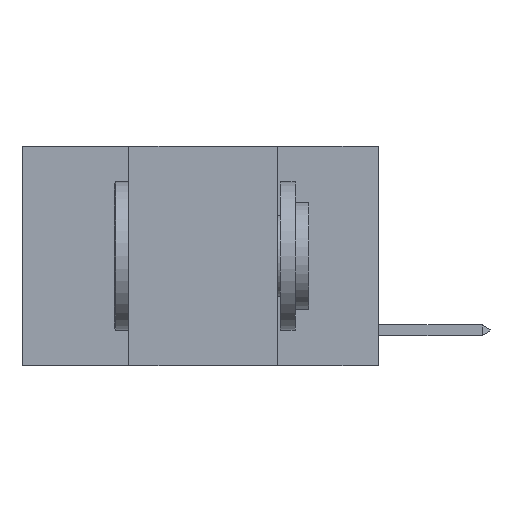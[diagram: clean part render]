
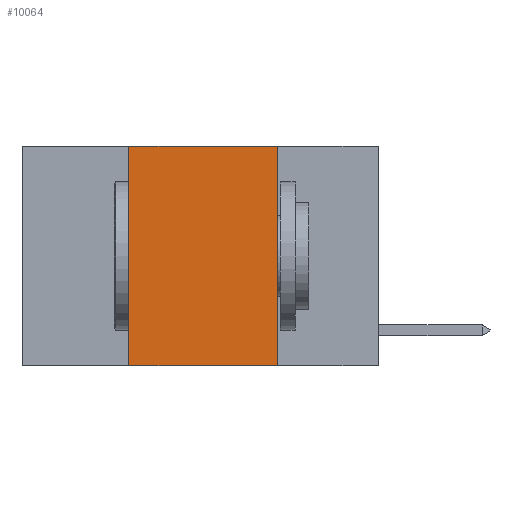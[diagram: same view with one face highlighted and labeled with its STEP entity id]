
A CAD part, left-side view. The second image highlights one B-rep face of the part: STEP entity #10064.
In plain terms, the highlighted planar face has unit normal (-1, 0, 0).
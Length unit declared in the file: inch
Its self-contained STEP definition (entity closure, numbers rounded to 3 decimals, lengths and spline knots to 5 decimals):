
#155 = PLANE ( 'NONE',  #11620 ) ;
#635 = VERTEX_POINT ( 'NONE', #11971 ) ;
#783 = ORIENTED_EDGE ( 'NONE', *, *, #10588, .F. ) ;
#866 = EDGE_CURVE ( 'NONE', #14966, #14727, #2173, .T. ) ;
#1108 = DIRECTION ( 'NONE',  ( 0., 0., 1. ) ) ;
#1560 = VERTEX_POINT ( 'NONE', #14180 ) ;
#1569 = DIRECTION ( 'NONE',  ( 0., -1., 0. ) ) ;
#1937 = DIRECTION ( 'NONE',  ( 0., 0., -1. ) ) ;
#2093 = EDGE_CURVE ( 'NONE', #1560, #635, #9587, .T. ) ;
#2173 = LINE ( 'NONE', #10812, #14697 ) ;
#3176 = EDGE_CURVE ( 'NONE', #1560, #14727, #4369, .T. ) ;
#3277 = ORIENTED_EDGE ( 'NONE', *, *, #2093, .F. ) ;
#4369 = LINE ( 'NONE', #9906, #11011 ) ;
#4593 = ORIENTED_EDGE ( 'NONE', *, *, #866, .F. ) ;
#5101 = DIRECTION ( 'NONE',  ( 1., 0., 0. ) ) ;
#6073 = DIRECTION ( 'NONE',  ( 0., -1., 0. ) ) ;
#6182 = ORIENTED_EDGE ( 'NONE', *, *, #3176, .T. ) ;
#6247 = CARTESIAN_POINT ( 'NONE',  ( 0., 0.17, -0.37 ) ) ;
#6438 = VECTOR ( 'NONE', #1108, 39.37008 ) ;
#7974 = CARTESIAN_POINT ( 'NONE',  ( 0., 0.17, 0. ) ) ;
#8402 = FACE_OUTER_BOUND ( 'NONE', #13400, .T. ) ;
#8707 = CARTESIAN_POINT ( 'NONE',  ( 0., 0.42, 0. ) ) ;
#9587 = LINE ( 'NONE', #8707, #6438 ) ;
#9906 = CARTESIAN_POINT ( 'NONE',  ( 0., 0.6, -0.37 ) ) ;
#10064 = ADVANCED_FACE ( 'NONE', ( #8402 ), #155, .F. ) ;
#10588 = EDGE_CURVE ( 'NONE', #635, #14966, #13458, .T. ) ;
#10812 = CARTESIAN_POINT ( 'NONE',  ( 0., 0.17, 0. ) ) ;
#11011 = VECTOR ( 'NONE', #1569, 39.37008 ) ;
#11620 = AXIS2_PLACEMENT_3D ( 'NONE', #12135, #5101, #13294 ) ;
#11971 = CARTESIAN_POINT ( 'NONE',  ( 0., 0.42, 0. ) ) ;
#12135 = CARTESIAN_POINT ( 'NONE',  ( 0., 0.6, 0. ) ) ;
#13082 = VECTOR ( 'NONE', #6073, 39.37008 ) ;
#13294 = DIRECTION ( 'NONE',  ( 0., 0., -1. ) ) ;
#13400 = EDGE_LOOP ( 'NONE', ( #4593, #783, #3277, #6182 ) ) ;
#13458 = LINE ( 'NONE', #14245, #13082 ) ;
#14180 = CARTESIAN_POINT ( 'NONE',  ( 0., 0.42, -0.37 ) ) ;
#14245 = CARTESIAN_POINT ( 'NONE',  ( 0., 0.6, 0. ) ) ;
#14697 = VECTOR ( 'NONE', #1937, 39.37008 ) ;
#14727 = VERTEX_POINT ( 'NONE', #6247 ) ;
#14966 = VERTEX_POINT ( 'NONE', #7974 ) ;
